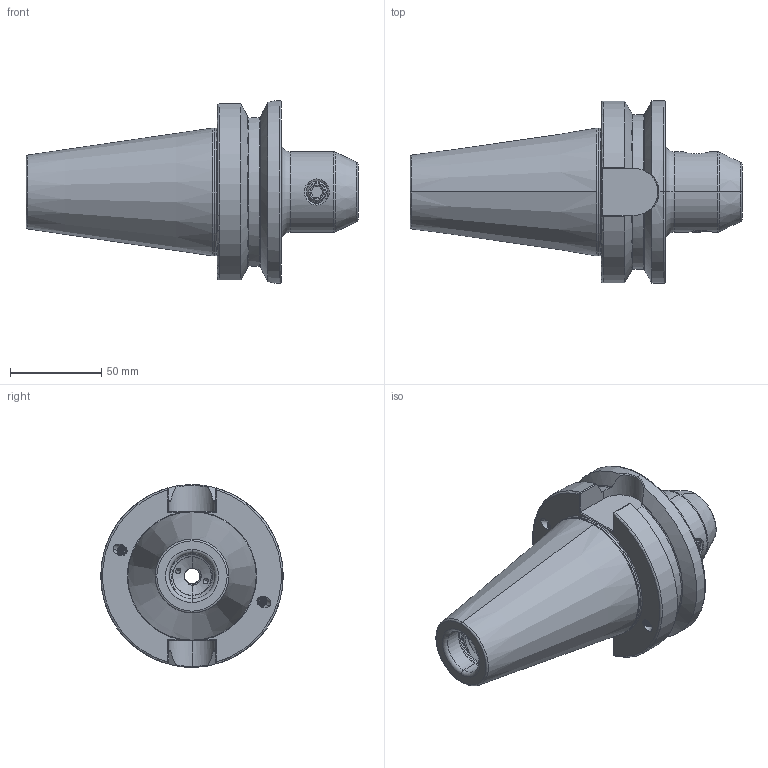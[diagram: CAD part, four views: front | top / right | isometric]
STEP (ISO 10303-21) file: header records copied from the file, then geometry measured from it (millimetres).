
FILE_DESCRIPTION (( 'STEP AP203' ), '1' );
FILE_NAME ('506.05.14.STEP', '2016-08-08T07:33:15', ( '' ), ( '' ), 'SwSTEP 2.0', 'SolidWorks 2012', '' );
FILE_SCHEMA (( 'CONFIG_CONTROL_DESIGN' ));
Length unit declared in the file: millimetre
Products named in the file (3): 506.05.14; 側固12_M12x1.75_16L
Assembly tree (2 placements, depth 2):
  506.05.14
    506.05.14
    側固12_M12x1.75_16L
Bounding box: 181.8 x 100 x 100 mm (x, y, z)
Volume: 501031.8 mm3; surface area: 65485.6 mm2
Topology: 2 solids, 2 shells, 293 faces, 793 edges, 508 vertices
Faces by surface type: cylinder 155, plane 45, bspline 33, cone 30, torus 28, sphere 2
Entity records: 30342 total; most frequent: CARTESIAN_POINT 23717, ORIENTED_EDGE 1574, DIRECTION 1051, EDGE_CURVE 787, VERTEX_POINT 508, AXIS2_PLACEMENT_3D 405, EDGE_LOOP 315, ADVANCED_FACE 293
